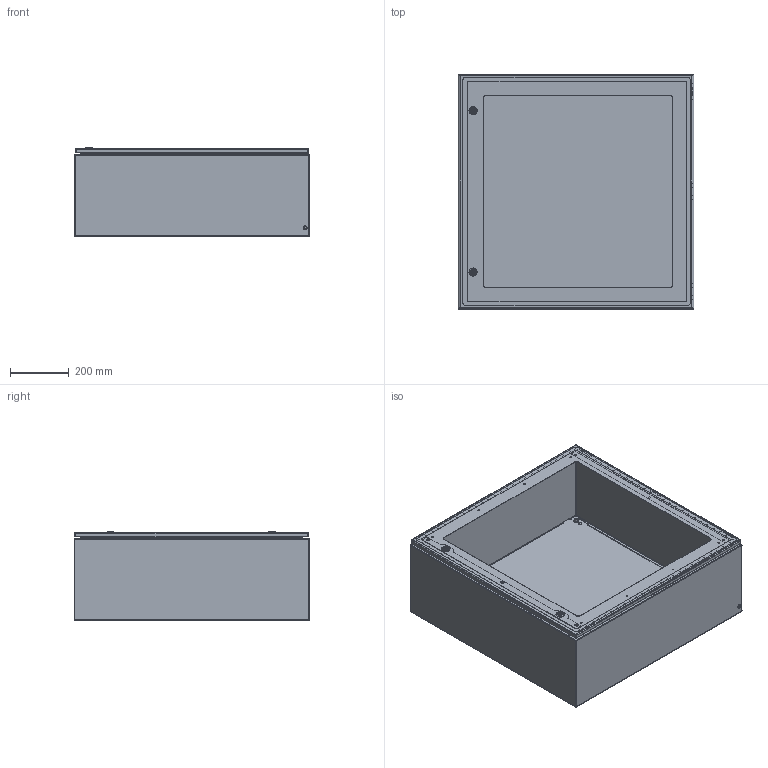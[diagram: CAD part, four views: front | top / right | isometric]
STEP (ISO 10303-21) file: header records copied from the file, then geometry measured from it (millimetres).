
FILE_DESCRIPTION(/* description */ (''),/* implementation_level */ '2;1');
FILE_NAME(/* name */ 'INX808030.stp',/* time_stamp */ '2018-04-10T10:46:17+02:00',/* author */ (''),/* organization */ (''),/* preprocessor_version */ 'ST-DEVELOPER v15',/* originating_system */ 'SIEMENS PLM Software NX 9.0',/* authorisation */ '');
FILE_SCHEMA (('CONFIG_CONTROL_DESIGN'));
Length unit declared in the file: millimetre
Products named in the file (13): 500_P011_01_stp2160; X6X67154_1_REFUERZO_A=8002156; Puerta_800X800_RF2154; CIERRE_INOX2155; TUERCA_M6_ESTRIADA2158; TUERCA_CIERRE2153; X6X67154_REFUERZO_A=8002152; 55514_BISAGRA_PUERTA_ARGENTA_2159; PL8080_stp; 92695_1_TUERCA_REM_CERRADA_6X2229792163; Cuerpo_808030_cod_661302162; CONJ_PUERTA_8080_RF2164; INX808030_stp
Assembly tree (21 placements, depth 3):
  INX808030_stp
    CONJ_PUERTA_8080_RF2164
      55514_BISAGRA_PUERTA_ARGENTA_2159  x3
      X6X67154_REFUERZO_A=8002152
      TUERCA_CIERRE2153  x2
      TUERCA_M6_ESTRIADA2158  x6
      CIERRE_INOX2155  x2
      Puerta_800X800_RF2154
      X6X67154_1_REFUERZO_A=8002156
      500_P011_01_stp2160
    Cuerpo_808030_cod_661302162
    92695_1_TUERCA_REM_CERRADA_6X2229792163
    PL8080_stp
Bounding box: 800 x 801.65 x 303.5 mm (x, y, z)
Volume: 4446409 mm3; surface area: 5296877.3 mm2
Topology: 33 solids, 33 shells, 1013 faces, 2473 edges, 1563 vertices
Faces by surface type: plane 534, cylinder 386, bspline 42, cone 34, sphere 13, torus 4
Full cylindrical faces by diameter (mm): 3.3 x12, 5 x2, 5.2 x26, 5.25 x29, 5.85 x2, 6 x15, 6.5 x13, 6.8 x3, 6.824 x1, 7 x3, 7.4 x1, 8 x4, 8.4 x4, 8.5 x3, 8.9 x1, 9 x5, 9.5 x2, 10 x2, 12 x4, 12.9 x1, 16.25 x4, 17 x4, 19.3 x2, 20.25 x2
Entity records: 25070 total; most frequent: CARTESIAN_POINT 5011, DIRECTION 3795, ORIENTED_EDGE 3734, EDGE_CURVE 1867, AXIS2_PLACEMENT_3D 1414, VERTEX_POINT 1190, EDGE_LOOP 1019, LINE 967
